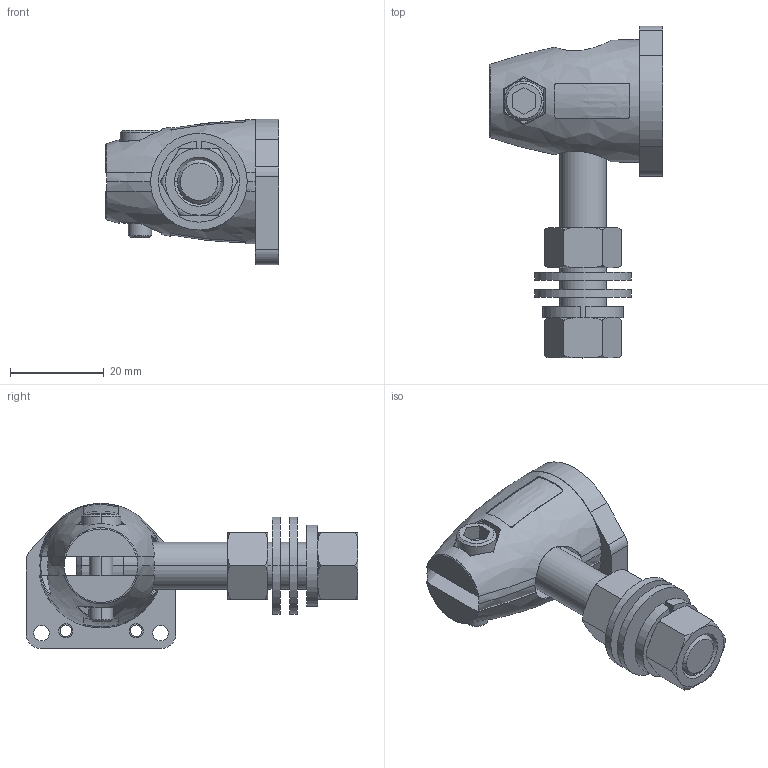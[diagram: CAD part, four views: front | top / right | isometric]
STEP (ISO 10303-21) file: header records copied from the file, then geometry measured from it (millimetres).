
FILE_DESCRIPTION((''),'2;1');
FILE_NAME('179642_ASM','2014-05-09T',('pdmadmin'),(''),'PRO/ENGINEER BY PARAMETRIC TECHNOLOGY CORPORATION, 2013230','PRO/ENGINEER BY PARAMETRIC TECHNOLOGY CORPORATION, 2013230','');
FILE_SCHEMA(('CONFIG_CONTROL_DESIGN'));
Length unit declared in the file: inch
Products named in the file (9): M10_X_50_HEX_SHCS; 129461; M5_X_18_HEX_SHCS; 5_HEX_NUT; 179542; 130464; 130459; 3_8_FLAT_WASHER; 179642_ASM
Assembly tree (11 placements, depth 2):
  179642_ASM
    M10_X_50_HEX_SHCS
    129461  x2
    M5_X_18_HEX_SHCS
    5_HEX_NUT
    179542
    130464  x2
    130459
    3_8_FLAT_WASHER  x2
Bounding box: 36.97 x 70.84 x 31 mm (x, y, z)
Volume: 20360.4 mm3; surface area: 16163.2 mm2
Topology: 11 solids, 15 shells, 263 faces, 670 edges, 440 vertices
Faces by surface type: plane 110, cylinder 81, torus 26, bspline 22, cone 20, sphere 4
Entity records: 7978 total; most frequent: CARTESIAN_POINT 3641, DIRECTION 857, ORIENTED_EDGE 846, EDGE_CURVE 434, AXIS2_PLACEMENT_3D 334, VERTEX_POINT 284, EDGE_LOOP 200, VECTOR 189
